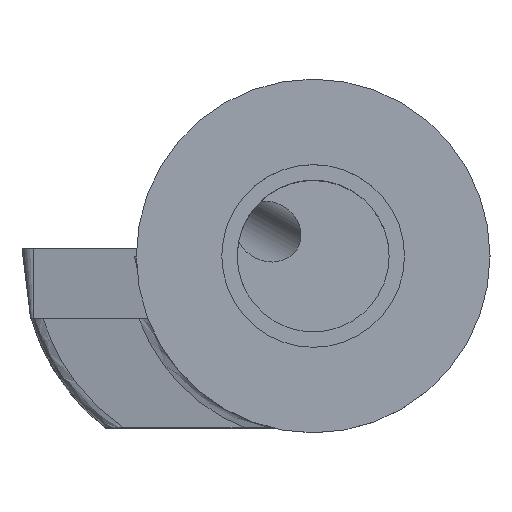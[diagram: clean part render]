
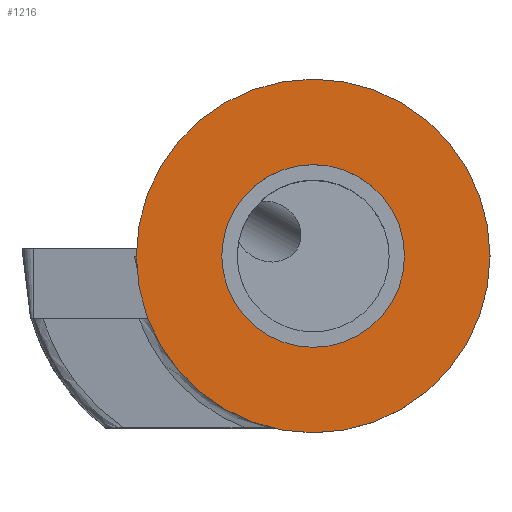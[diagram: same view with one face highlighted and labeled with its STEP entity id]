
A CAD part, top view. The second image highlights one B-rep face of the part: STEP entity #1216.
In plain terms, the highlighted planar face has unit normal (0, 0, 1).
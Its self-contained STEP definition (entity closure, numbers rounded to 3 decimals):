
#600=VERTEX_POINT('NONE',#1603);
#730=EDGE_CURVE('NONE',#600,#1326,#1745,.T.);
#972=EDGE_CURVE('NONE',#1238,#1436,#2022,.F.);
#1128=EDGE_CURVE('NONE',#1436,#1238,#2188,.F.);
#1216=ADVANCED_FACE('NONE',(#2282,#2283),#2284,.F.);
#1238=VERTEX_POINT('NONE',#2310);
#1270=EDGE_CURVE('NONE',#1326,#600,#2345,.F.);
#1326=VERTEX_POINT('NONE',#2408);
#1436=VERTEX_POINT('NONE',#2529);
#1603=CARTESIAN_POINT('',(0.,-3.1,8.888));
#1745=CIRCLE('',#2938,3.1);
#2022=CIRCLE('',#3357,6.0);
#2188=CIRCLE('',#3585,6.0);
#2282=FACE_OUTER_BOUND('',#3745,.T.);
#2283=FACE_BOUND('',#3746,.T.);
#2284=PLANE('',#3747);
#2310=CARTESIAN_POINT('',(0.,-6.0,8.888));
#2345=CIRCLE('',#3826,3.1);
#2408=CARTESIAN_POINT('',(0.,3.1,8.888));
#2529=CARTESIAN_POINT('',(0.,6.0,8.888));
#2938=AXIS2_PLACEMENT_3D('',#5943,#5944,#5945);
#3357=AXIS2_PLACEMENT_3D('',#6321,#6322,#6323);
#3585=AXIS2_PLACEMENT_3D('',#6485,#6486,#6487);
#3745=EDGE_LOOP('',(#6575,#6576));
#3746=EDGE_LOOP('',(#6577,#6578));
#3747=AXIS2_PLACEMENT_3D('',#6579,#6580,#6581);
#3826=AXIS2_PLACEMENT_3D('',#6649,#6650,#6651);
#5943=CARTESIAN_POINT('',(0.,0.,8.888));
#5944=DIRECTION('',(0.0,-0.0,1.0));
#5945=DIRECTION('',(0.0,1.0,0.0));
#6321=CARTESIAN_POINT('',(0.,0.,8.888));
#6322=DIRECTION('',(0.0,-0.0,1.0));
#6323=DIRECTION('',(0.0,1.0,0.0));
#6485=CARTESIAN_POINT('',(0.,0.,8.888));
#6486=DIRECTION('',(0.0,-0.0,1.0));
#6487=DIRECTION('',(0.0,1.0,0.0));
#6575=ORIENTED_EDGE('',*,*,#1128,.F.);
#6576=ORIENTED_EDGE('',*,*,#972,.F.);
#6577=ORIENTED_EDGE('',*,*,#1270,.F.);
#6578=ORIENTED_EDGE('',*,*,#730,.F.);
#6579=CARTESIAN_POINT('',(0.,0.,8.888));
#6580=DIRECTION('',(0.0,0.0,-1.0));
#6581=DIRECTION('',(-1.0,0.0,0.0));
#6649=CARTESIAN_POINT('',(0.,0.,8.888));
#6650=DIRECTION('',(0.0,0.0,-1.0));
#6651=DIRECTION('',(0.0,1.0,0.0));
